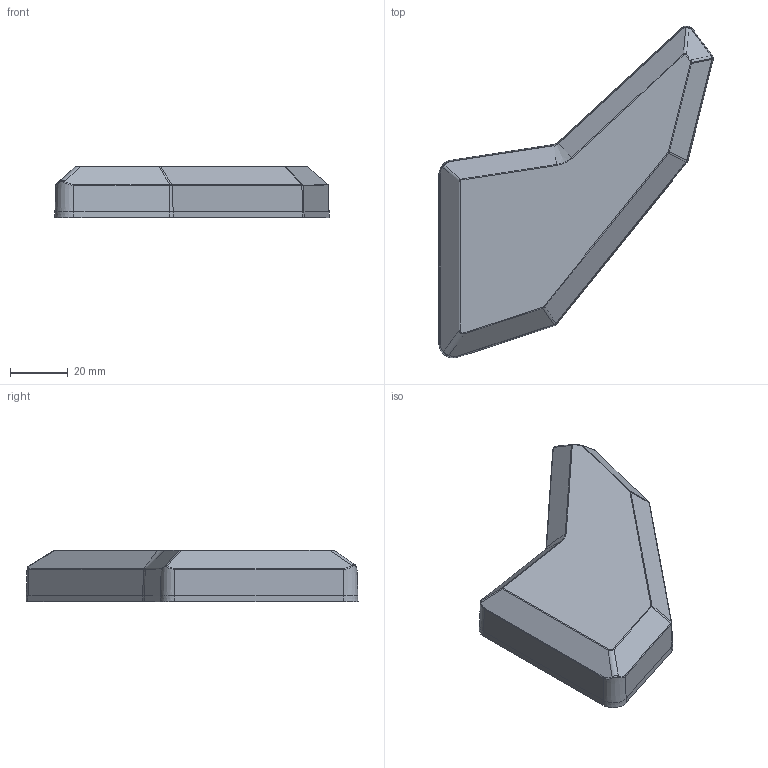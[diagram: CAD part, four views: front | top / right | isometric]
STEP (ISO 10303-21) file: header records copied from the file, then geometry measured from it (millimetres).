
FILE_DESCRIPTION (( 'STEP AP214' ), '1' );
FILE_NAME ('BotAb_L_cover.STEP', '2017-08-15T08:04:09', ( '' ), ( '' ), 'SwSTEP 2.0', 'SolidWorks 2016', '' );
FILE_SCHEMA (( 'AUTOMOTIVE_DESIGN' ));
Length unit declared in the file: millimetre
Products named in the file (1): BotAb_L_cover
Bounding box: 95.01 x 115 x 17.78 mm (x, y, z)
Volume: 20165.1 mm3; surface area: 21844.6 mm2
Topology: 1 solids, 1 shells, 253 faces, 657 edges, 416 vertices
Faces by surface type: plane 147, cone 39, bspline 38, cylinder 27, torus 2
Entity records: 10296 total; most frequent: CARTESIAN_POINT 2719, ORIENTED_EDGE 1314, DIRECTION 1108, EDGE_CURVE 657, VECTOR 444, LINE 444, VERTEX_POINT 416, AXIS2_PLACEMENT_3D 332
